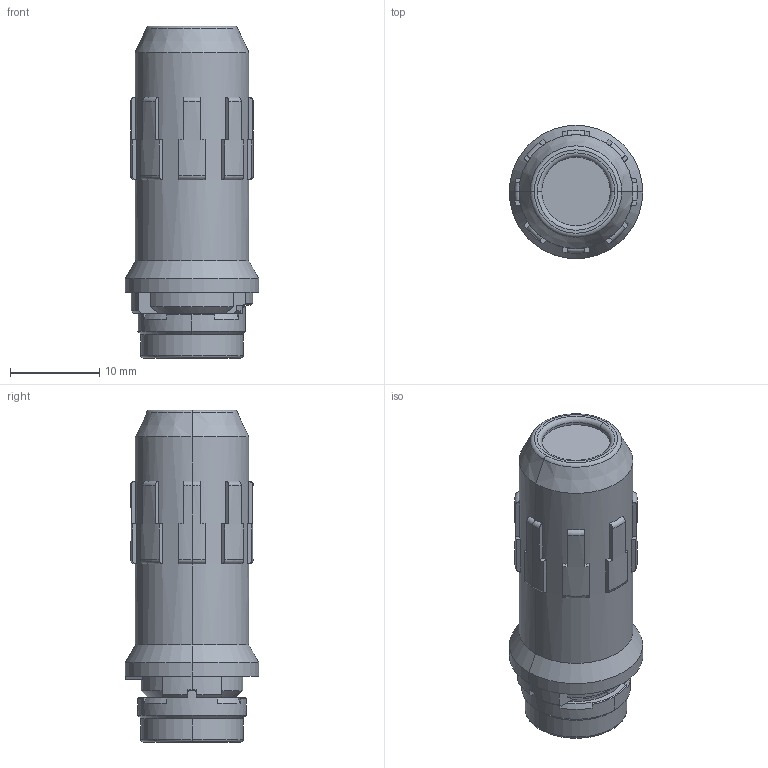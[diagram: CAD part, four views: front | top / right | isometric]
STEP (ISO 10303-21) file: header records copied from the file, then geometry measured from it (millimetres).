
FILE_DESCRIPTION(('OneSpaceDesigner STEP Export'),'2;1');
FILE_NAME('HR30-8J-12S.stp','2008-03-05T21:12:21',(''),(''),'OneSpace Designer STEP processor for AP214 (Solid Model)','OneSpace Modeling 15.00A 14-Mar-2007 (C) CoCreate Software GmbH','');
FILE_SCHEMA(('AUTOMOTIVE_DESIGN { 1 0 10303 214 1 1 1 1 }'));
Length unit declared in the file: millimetre
Products named in the file (2): HR30-8J-12S
Assembly tree (1 placements, depth 2):
  HR30-8J-12S
    HR30-8J-12S
Bounding box: 15 x 15 x 37.3 mm (x, y, z)
Volume: 4457 mm3; surface area: 2740.6 mm2
Topology: 1 solids, 1 shells, 319 faces, 783 edges, 502 vertices
Faces by surface type: plane 131, cylinder 107, cone 51, torus 30
Entity records: 10462 total; most frequent: CARTESIAN_POINT 3660, ORIENTED_EDGE 1566, DIRECTION 1189, EDGE_CURVE 783, VERTEX_POINT 502, AXIS2_PLACEMENT_3D 420, EDGE_LOOP 355, VECTOR 349
